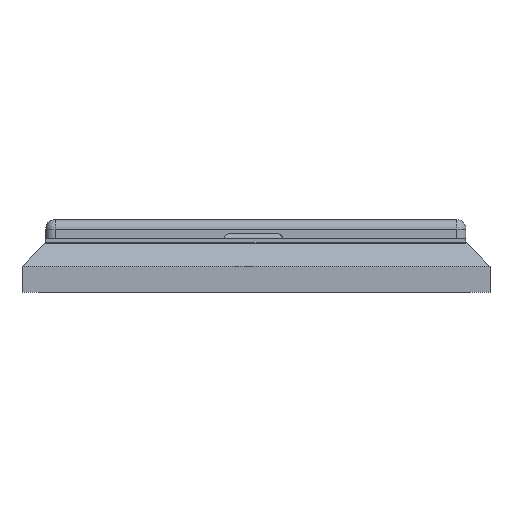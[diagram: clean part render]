
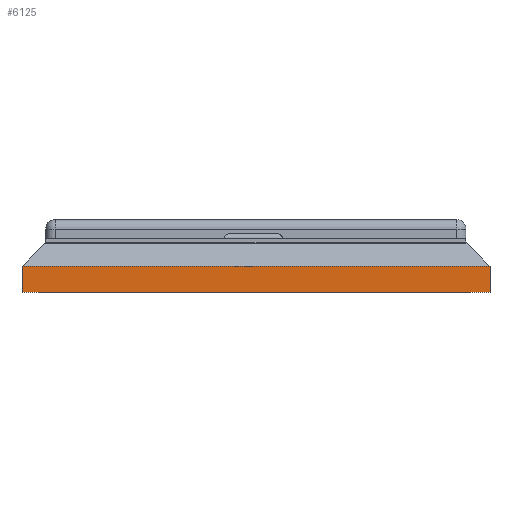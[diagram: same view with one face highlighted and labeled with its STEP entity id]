
A CAD part, front view. The second image highlights one B-rep face of the part: STEP entity #6125.
In plain terms, the highlighted planar face has unit normal (0, -1, 0).
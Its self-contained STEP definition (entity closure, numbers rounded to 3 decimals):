
#1039=FACE_OUTER_BOUND('',#1386,.T.);
#1386=EDGE_LOOP('',(#5486,#5487,#5488,#5489));
#1703=LINE('',#12849,#2164);
#1832=LINE('',#17171,#2293);
#1833=LINE('',#17174,#2294);
#1834=LINE('',#17175,#2295);
#2164=VECTOR('',#7405,10.);
#2293=VECTOR('',#7690,10.);
#2294=VECTOR('',#7693,10.);
#2295=VECTOR('',#7694,10.);
#2719=VERTEX_POINT('',#12847);
#2720=VERTEX_POINT('',#12848);
#2919=VERTEX_POINT('',#17169);
#2920=VERTEX_POINT('',#17173);
#3507=EDGE_CURVE('',#2719,#2720,#1703,.T.);
#3826=EDGE_CURVE('',#2720,#2919,#1832,.T.);
#3827=EDGE_CURVE('',#2920,#2919,#1833,.T.);
#3828=EDGE_CURVE('',#2719,#2920,#1834,.T.);
#5486=ORIENTED_EDGE('',*,*,#3507,.T.);
#5487=ORIENTED_EDGE('',*,*,#3826,.T.);
#5488=ORIENTED_EDGE('',*,*,#3827,.F.);
#5489=ORIENTED_EDGE('',*,*,#3828,.F.);
#5813=PLANE('',#6522);
#6125=ADVANCED_FACE('',(#1039),#5813,.T.);
#6522=AXIS2_PLACEMENT_3D('',#17172,#7691,#7692);
#7405=DIRECTION('',(1.,0.,0.));
#7690=DIRECTION('',(0.,0.,1.));
#7691=DIRECTION('center_axis',(0.,-1.,0.));
#7692=DIRECTION('ref_axis',(1.,0.,0.));
#7693=DIRECTION('',(1.,0.,0.));
#7694=DIRECTION('',(0.,0.,1.));
#12847=CARTESIAN_POINT('',(-48.72,-48.441,-15.));
#12848=CARTESIAN_POINT('',(49.418,-48.441,-15.));
#12849=CARTESIAN_POINT('',(-24.185,-48.441,-15.));
#17169=CARTESIAN_POINT('',(49.418,-48.441,-9.5));
#17171=CARTESIAN_POINT('',(49.418,-48.441,-16.));
#17172=CARTESIAN_POINT('Origin',(-48.72,-48.441,-16.));
#17173=CARTESIAN_POINT('',(-48.72,-48.441,-9.5));
#17174=CARTESIAN_POINT('',(-24.185,-48.441,-9.5));
#17175=CARTESIAN_POINT('',(-48.72,-48.441,-16.));
